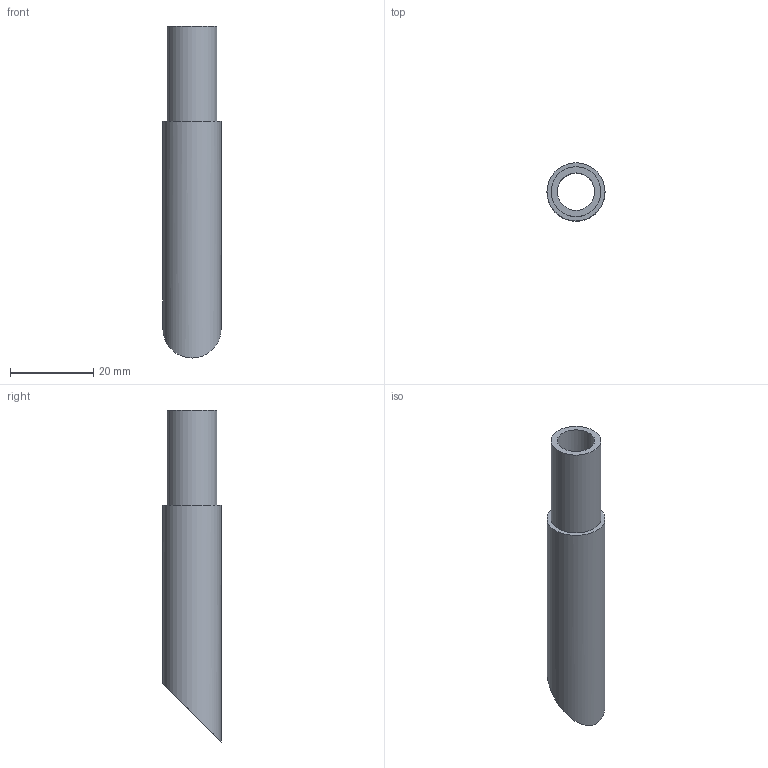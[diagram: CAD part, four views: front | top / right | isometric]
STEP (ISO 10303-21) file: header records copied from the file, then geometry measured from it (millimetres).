
FILE_DESCRIPTION(/* description */ ('STEP AP214'),/* implementation_level */ '2;1');
FILE_NAME(/* name */ '525481_PAN-V0-12X15-WS',/* time_stamp */ '2024-09-13T15:37:07+02:00',/* author */ ('License CC BY-ND 4.0'),/* organization */ ('CADENAS'),/* preprocessor_version */ 'ST-DEVELOPER v19.3',/* originating_system */ 'PARTsolutions',/* authorisation */ ' ');
FILE_SCHEMA (('AUTOMOTIVE_DESIGN {1 0 10303 214 3 1 1}'));
Length unit declared in the file: millimetre
Products named in the file (1): 525481 PAN-V0-12X1,5-WS---(50)
Bounding box: 14 x 14 x 80 mm (x, y, z)
Volume: 5654.1 mm3; surface area: 5348.3 mm2
Topology: 1 solids, 1 shells, 6 faces, 11 edges, 8 vertices
Faces by surface type: plane 3, cylinder 3
Full cylindrical faces by diameter (mm): 9 x1, 12 x1, 14 x1
Entity records: 158 total; most frequent: DIRECTION 26, CARTESIAN_POINT 19, AXIS2_PLACEMENT_3D 13, ORIENTED_EDGE 12, EDGE_LOOP 12, FACE_BOUND 12, EDGE_CURVE 6, VERTEX_POINT 6
